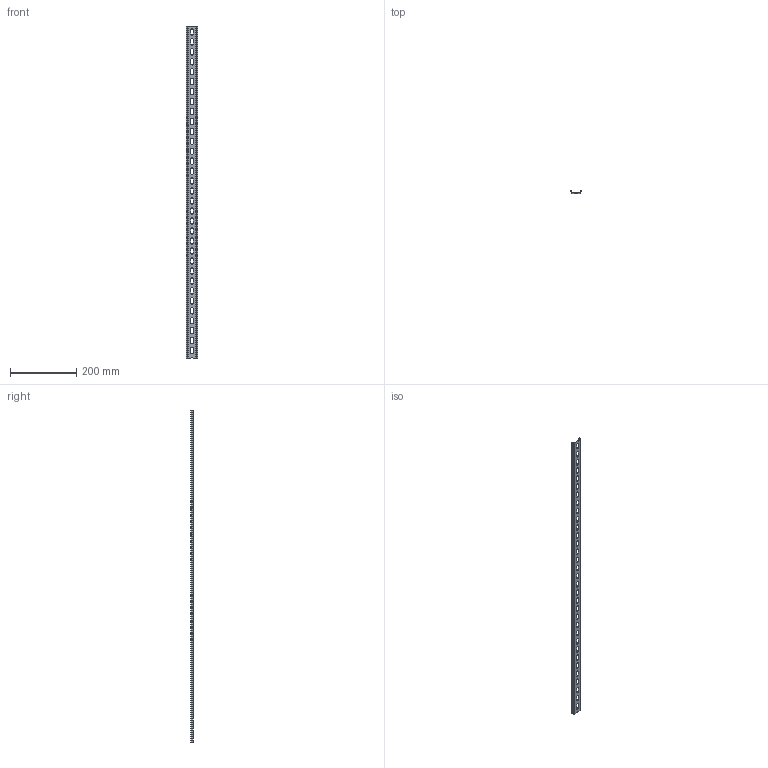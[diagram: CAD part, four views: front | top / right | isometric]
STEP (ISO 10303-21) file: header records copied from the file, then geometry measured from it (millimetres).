
FILE_DESCRIPTION (( 'STEP AP214' ), '1' );
FILE_NAME ('DNR-3-1,0-1000.STEP', '2023-11-30T07:52:45', ( '' ), ( '' ), 'SwSTEP 2.0', 'SolidWorks 2022', '' );
FILE_SCHEMA (( 'AUTOMOTIVE_DESIGN' ));
Length unit declared in the file: millimetre
Products named in the file (1): DNR-3-1,0-1000
Bounding box: 35 x 7.5 x 1000 mm (x, y, z)
Volume: 41422.2 mm3; surface area: 86502.5 mm2
Topology: 1 solids, 1 shells, 172 faces, 478 edges, 308 vertices
Faces by surface type: plane 97, cylinder 75
Entity records: 5673 total; most frequent: DIRECTION 974, CARTESIAN_POINT 959, ORIENTED_EDGE 956, EDGE_CURVE 478, VECTOR 328, LINE 328, AXIS2_PLACEMENT_3D 323, VERTEX_POINT 308
